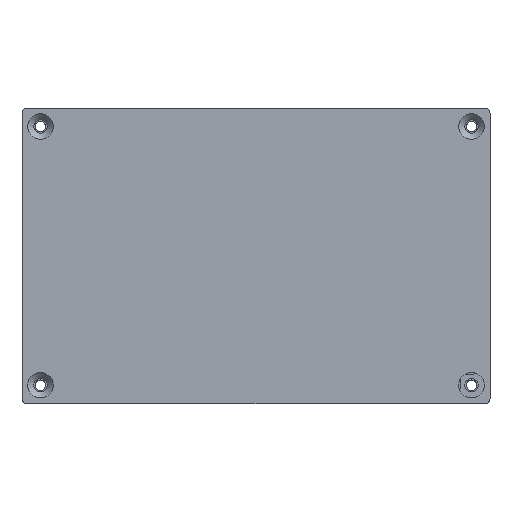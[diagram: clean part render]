
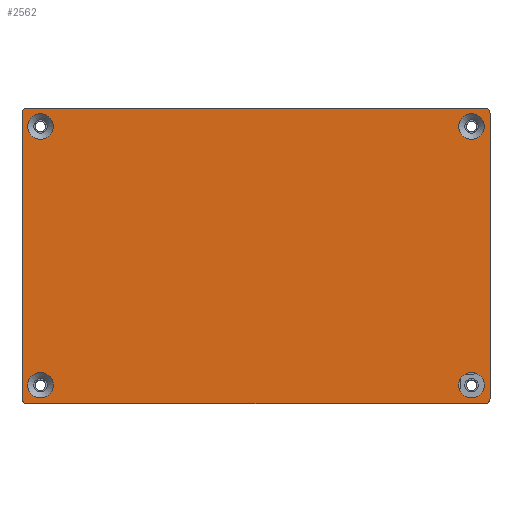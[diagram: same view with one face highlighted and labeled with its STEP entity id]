
A CAD part, top view. The second image highlights one B-rep face of the part: STEP entity #2562.
In plain terms, the highlighted planar face has unit normal (0, 0, 1).
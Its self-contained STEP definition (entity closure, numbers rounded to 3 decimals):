
#27=FACE_BOUND('',#416,.T.);
#28=FACE_BOUND('',#417,.T.);
#29=FACE_BOUND('',#418,.T.);
#30=FACE_BOUND('',#419,.T.);
#67=CIRCLE('',#2725,5.2);
#68=CIRCLE('',#2726,5.2);
#72=CIRCLE('',#2732,5.2);
#73=CIRCLE('',#2733,5.2);
#77=CIRCLE('',#2739,5.2);
#78=CIRCLE('',#2740,5.2);
#82=CIRCLE('',#2746,5.2);
#83=CIRCLE('',#2747,5.2);
#87=CIRCLE('',#2754,2.);
#88=CIRCLE('',#2755,2.);
#89=CIRCLE('',#2756,2.);
#90=CIRCLE('',#2757,2.);
#191=PLANE('',#2753);
#270=FACE_OUTER_BOUND('',#415,.T.);
#415=EDGE_LOOP('',(#1798,#1799,#1800,#1801,#1802,#1803,#1804,#1805));
#416=EDGE_LOOP('',(#1806,#1807));
#417=EDGE_LOOP('',(#1808,#1809));
#418=EDGE_LOOP('',(#1810,#1811));
#419=EDGE_LOOP('',(#1812,#1813));
#593=LINE('',#3928,#850);
#597=LINE('',#3938,#854);
#598=LINE('',#3942,#855);
#599=LINE('',#3946,#856);
#850=VECTOR('',#3104,10.);
#854=VECTOR('',#3112,10.);
#855=VECTOR('',#3115,10.);
#856=VECTOR('',#3118,10.);
#1107=VERTEX_POINT('',#3865);
#1108=VERTEX_POINT('',#3866);
#1112=VERTEX_POINT('',#3879);
#1113=VERTEX_POINT('',#3880);
#1117=VERTEX_POINT('',#3893);
#1118=VERTEX_POINT('',#3894);
#1122=VERTEX_POINT('',#3907);
#1123=VERTEX_POINT('',#3908);
#1129=VERTEX_POINT('',#3925);
#1130=VERTEX_POINT('',#3927);
#1133=VERTEX_POINT('',#3935);
#1134=VERTEX_POINT('',#3937);
#1135=VERTEX_POINT('',#3939);
#1136=VERTEX_POINT('',#3941);
#1137=VERTEX_POINT('',#3943);
#1138=VERTEX_POINT('',#3945);
#1356=EDGE_CURVE('',#1107,#1108,#67,.T.);
#1357=EDGE_CURVE('',#1108,#1107,#68,.T.);
#1363=EDGE_CURVE('',#1112,#1113,#72,.T.);
#1364=EDGE_CURVE('',#1113,#1112,#73,.T.);
#1370=EDGE_CURVE('',#1117,#1118,#77,.T.);
#1371=EDGE_CURVE('',#1118,#1117,#78,.T.);
#1377=EDGE_CURVE('',#1122,#1123,#82,.T.);
#1378=EDGE_CURVE('',#1123,#1122,#83,.T.);
#1387=EDGE_CURVE('',#1130,#1129,#593,.T.);
#1391=EDGE_CURVE('',#1133,#1129,#87,.T.);
#1392=EDGE_CURVE('',#1133,#1134,#597,.T.);
#1393=EDGE_CURVE('',#1135,#1134,#88,.T.);
#1394=EDGE_CURVE('',#1135,#1136,#598,.T.);
#1395=EDGE_CURVE('',#1137,#1136,#89,.T.);
#1396=EDGE_CURVE('',#1137,#1138,#599,.T.);
#1397=EDGE_CURVE('',#1130,#1138,#90,.T.);
#1798=ORIENTED_EDGE('',*,*,#1391,.F.);
#1799=ORIENTED_EDGE('',*,*,#1392,.T.);
#1800=ORIENTED_EDGE('',*,*,#1393,.F.);
#1801=ORIENTED_EDGE('',*,*,#1394,.T.);
#1802=ORIENTED_EDGE('',*,*,#1395,.F.);
#1803=ORIENTED_EDGE('',*,*,#1396,.T.);
#1804=ORIENTED_EDGE('',*,*,#1397,.F.);
#1805=ORIENTED_EDGE('',*,*,#1387,.T.);
#1806=ORIENTED_EDGE('',*,*,#1356,.T.);
#1807=ORIENTED_EDGE('',*,*,#1357,.T.);
#1808=ORIENTED_EDGE('',*,*,#1363,.T.);
#1809=ORIENTED_EDGE('',*,*,#1364,.T.);
#1810=ORIENTED_EDGE('',*,*,#1370,.T.);
#1811=ORIENTED_EDGE('',*,*,#1371,.T.);
#1812=ORIENTED_EDGE('',*,*,#1377,.T.);
#1813=ORIENTED_EDGE('',*,*,#1378,.T.);
#2562=ADVANCED_FACE('',(#270,#27,#28,#29,#30),#191,.T.);
#2725=AXIS2_PLACEMENT_3D('',#3867,#3037,#3038);
#2726=AXIS2_PLACEMENT_3D('',#3868,#3039,#3040);
#2732=AXIS2_PLACEMENT_3D('',#3881,#3053,#3054);
#2733=AXIS2_PLACEMENT_3D('',#3882,#3055,#3056);
#2739=AXIS2_PLACEMENT_3D('',#3895,#3069,#3070);
#2740=AXIS2_PLACEMENT_3D('',#3896,#3071,#3072);
#2746=AXIS2_PLACEMENT_3D('',#3909,#3085,#3086);
#2747=AXIS2_PLACEMENT_3D('',#3910,#3087,#3088);
#2753=AXIS2_PLACEMENT_3D('',#3934,#3108,#3109);
#2754=AXIS2_PLACEMENT_3D('',#3936,#3110,#3111);
#2755=AXIS2_PLACEMENT_3D('',#3940,#3113,#3114);
#2756=AXIS2_PLACEMENT_3D('',#3944,#3116,#3117);
#2757=AXIS2_PLACEMENT_3D('',#3947,#3119,#3120);
#3037=DIRECTION('center_axis',(0.,0.,-1.));
#3038=DIRECTION('ref_axis',(1.,0.,0.));
#3039=DIRECTION('center_axis',(0.,0.,-1.));
#3040=DIRECTION('ref_axis',(1.,0.,0.));
#3053=DIRECTION('center_axis',(0.,0.,-1.));
#3054=DIRECTION('ref_axis',(1.,0.,0.));
#3055=DIRECTION('center_axis',(0.,0.,-1.));
#3056=DIRECTION('ref_axis',(1.,0.,0.));
#3069=DIRECTION('center_axis',(0.,0.,-1.));
#3070=DIRECTION('ref_axis',(1.,0.,0.));
#3071=DIRECTION('center_axis',(0.,0.,-1.));
#3072=DIRECTION('ref_axis',(1.,0.,0.));
#3085=DIRECTION('center_axis',(0.,0.,-1.));
#3086=DIRECTION('ref_axis',(1.,0.,0.));
#3087=DIRECTION('center_axis',(0.,0.,-1.));
#3088=DIRECTION('ref_axis',(1.,0.,0.));
#3104=DIRECTION('',(0.,1.,0.));
#3108=DIRECTION('center_axis',(0.,0.,1.));
#3109=DIRECTION('ref_axis',(1.,0.,0.));
#3110=DIRECTION('center_axis',(0.,0.,-1.));
#3111=DIRECTION('ref_axis',(0.707,0.707,0.));
#3112=DIRECTION('',(-1.,0.,0.));
#3113=DIRECTION('center_axis',(0.,0.,-1.));
#3114=DIRECTION('ref_axis',(-0.707,0.707,0.));
#3115=DIRECTION('',(0.,-1.,0.));
#3116=DIRECTION('center_axis',(0.,0.,-1.));
#3117=DIRECTION('ref_axis',(-0.707,-0.707,0.));
#3118=DIRECTION('',(1.,0.,0.));
#3119=DIRECTION('center_axis',(0.,0.,-1.));
#3120=DIRECTION('ref_axis',(0.707,-0.707,0.));
#3865=CARTESIAN_POINT('',(182.7,107.5,54.));
#3866=CARTESIAN_POINT('',(172.3,107.5,54.));
#3867=CARTESIAN_POINT('Origin',(177.5,107.5,54.));
#3868=CARTESIAN_POINT('Origin',(177.5,107.5,54.));
#3879=CARTESIAN_POINT('',(7.7,2.5,54.));
#3880=CARTESIAN_POINT('',(-2.7,2.5,54.));
#3881=CARTESIAN_POINT('Origin',(2.5,2.5,54.));
#3882=CARTESIAN_POINT('Origin',(2.5,2.5,54.));
#3893=CARTESIAN_POINT('',(7.7,107.5,54.));
#3894=CARTESIAN_POINT('',(-2.7,107.5,54.));
#3895=CARTESIAN_POINT('Origin',(2.5,107.5,54.));
#3896=CARTESIAN_POINT('Origin',(2.5,107.5,54.));
#3907=CARTESIAN_POINT('',(182.7,2.5,54.));
#3908=CARTESIAN_POINT('',(172.3,2.5,54.));
#3909=CARTESIAN_POINT('Origin',(177.5,2.5,54.));
#3910=CARTESIAN_POINT('Origin',(177.5,2.5,54.));
#3925=CARTESIAN_POINT('',(185.,113.,54.));
#3927=CARTESIAN_POINT('',(185.,-3.,54.));
#3928=CARTESIAN_POINT('',(185.,-5.,54.));
#3934=CARTESIAN_POINT('Origin',(90.,55.,54.));
#3935=CARTESIAN_POINT('',(183.,115.,54.));
#3936=CARTESIAN_POINT('Origin',(183.,113.,54.));
#3937=CARTESIAN_POINT('',(-3.,115.,54.));
#3938=CARTESIAN_POINT('',(185.,115.,54.));
#3939=CARTESIAN_POINT('',(-5.,113.,54.));
#3940=CARTESIAN_POINT('Origin',(-3.,113.,54.));
#3941=CARTESIAN_POINT('',(-5.,-3.,54.));
#3942=CARTESIAN_POINT('',(-5.,115.,54.));
#3943=CARTESIAN_POINT('',(-3.,-5.,54.));
#3944=CARTESIAN_POINT('Origin',(-3.,-3.,54.));
#3945=CARTESIAN_POINT('',(183.,-5.,54.));
#3946=CARTESIAN_POINT('',(-5.,-5.,54.));
#3947=CARTESIAN_POINT('Origin',(183.,-3.,54.));
